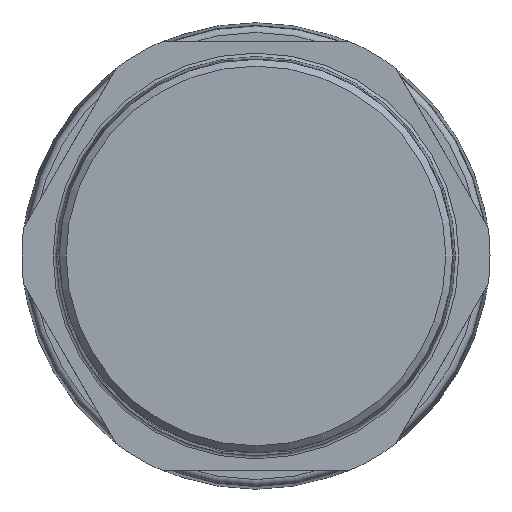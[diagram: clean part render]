
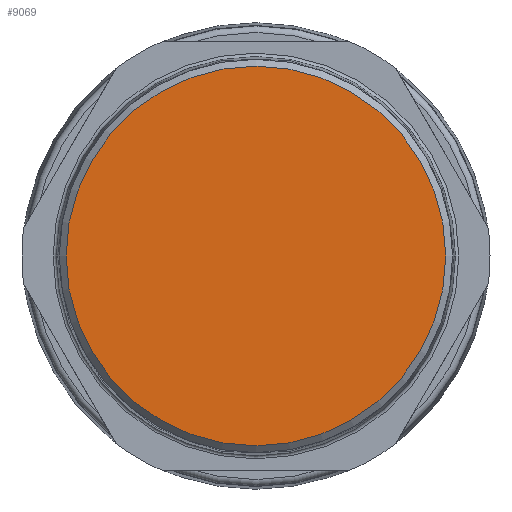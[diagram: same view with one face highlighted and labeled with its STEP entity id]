
A CAD part, left-side view. The second image highlights one B-rep face of the part: STEP entity #9069.
In plain terms, the highlighted planar face has unit normal (-1, 0, 0).
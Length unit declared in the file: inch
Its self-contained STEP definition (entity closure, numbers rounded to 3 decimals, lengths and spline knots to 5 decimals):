
#1384=PLANE('',#10187);
#1843=FACE_OUTER_BOUND('',#2324,.T.);
#2324=EDGE_LOOP('',(#7885));
#2958=CIRCLE('',#10188,1.13009);
#3866=VERTEX_POINT('',#19369);
#5215=EDGE_CURVE('',#3866,#3866,#2958,.T.);
#7885=ORIENTED_EDGE('',*,*,#5215,.F.);
#9069=ADVANCED_FACE('',(#1843),#1384,.T.);
#10187=AXIS2_PLACEMENT_3D('',#19368,#12653,#12654);
#10188=AXIS2_PLACEMENT_3D('',#19370,#12655,#12656);
#12653=DIRECTION('center_axis',(-1.,0.,0.));
#12654=DIRECTION('ref_axis',(0.,0.,-1.));
#12655=DIRECTION('center_axis',(1.,0.,0.));
#12656=DIRECTION('ref_axis',(0.,1.,0.));
#19368=CARTESIAN_POINT('Origin',(-1.28799,-1.16946,0.));
#19369=CARTESIAN_POINT('',(-1.28799,-1.13009,0.));
#19370=CARTESIAN_POINT('Origin',(-1.28799,0.,
0.));
